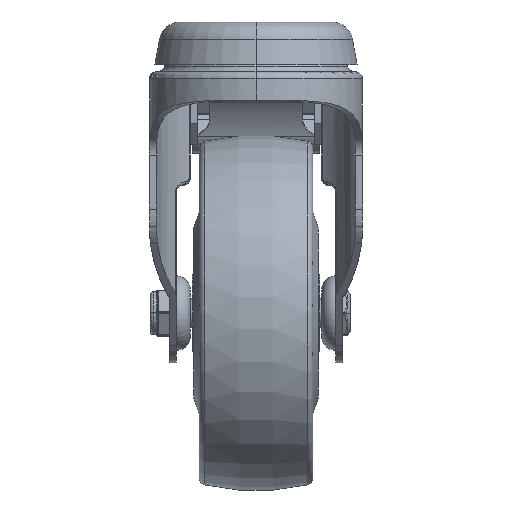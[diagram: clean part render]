
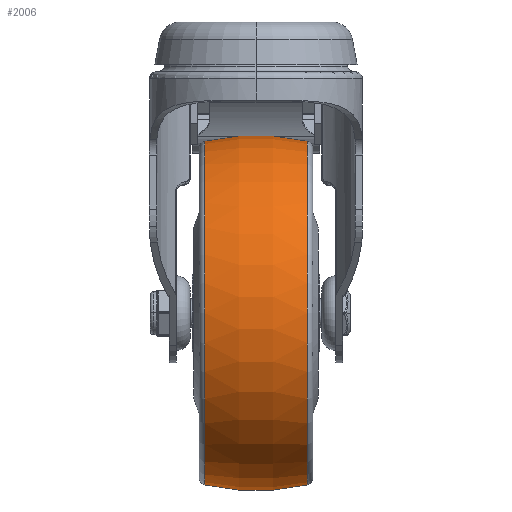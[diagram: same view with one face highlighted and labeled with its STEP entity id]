
A CAD part, left-side view. The second image highlights one B-rep face of the part: STEP entity #2006.
In plain terms, the highlighted toroidal (fillet/blend) face has major radius 15 mm and minor radius 65 mm.
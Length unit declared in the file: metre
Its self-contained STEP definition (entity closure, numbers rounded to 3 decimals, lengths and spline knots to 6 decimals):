
#2006=ADVANCED_FACE('',(#3354),#3355,.T.);
#3354=FACE_OUTER_BOUND('',#7106,.T.);
#3355=TOROIDAL_SURFACE('',#7107,-0.015,0.065);
#7106=EDGE_LOOP('',(#15197,#15198,#15199,#15200));
#7107=AXIS2_PLACEMENT_3D('',#15201,#15202,#15203);
#15197=ORIENTED_EDGE('',*,*,#19752,.T.);
#15198=ORIENTED_EDGE('',*,*,#19761,.F.);
#15199=ORIENTED_EDGE('',*,*,#19754,.T.);
#15200=ORIENTED_EDGE('',*,*,#19760,.T.);
#15201=CARTESIAN_POINT('',(0.0,0.,0.0));
#15202=DIRECTION('',(0.0,1.0,0.0));
#15203=DIRECTION('',(0.0,0.0,1.0));
#19752=EDGE_CURVE('',#22499,#22491,#22500,.T.);
#19754=EDGE_CURVE('',#22494,#22501,#22503,.T.);
#19760=EDGE_CURVE('',#22501,#22499,#22511,.T.);
#19761=EDGE_CURVE('',#22494,#22491,#22512,.T.);
#22491=VERTEX_POINT('',#27933);
#22494=VERTEX_POINT('',#27936);
#22499=VERTEX_POINT('',#27941);
#22500=CIRCLE('',#27942,0.065);
#22501=VERTEX_POINT('',#27943);
#22503=CIRCLE('',#27945,0.065);
#22511=CIRCLE('',#27953,0.048375);
#22512=CIRCLE('',#27954,0.048375);
#27933=CARTESIAN_POINT('',(0.0,0.014444,0.048375));
#27936=CARTESIAN_POINT('',(0.,0.014444,-0.048375));
#27941=CARTESIAN_POINT('',(0.0,-0.014444,0.048375));
#27942=AXIS2_PLACEMENT_3D('',#34245,#34246,#34247);
#27943=CARTESIAN_POINT('',(0.,-0.014444,-0.048375));
#27945=AXIS2_PLACEMENT_3D('',#34251,#34252,#34253);
#27953=AXIS2_PLACEMENT_3D('',#34269,#34270,#34271);
#27954=AXIS2_PLACEMENT_3D('',#34272,#34273,#34274);
#34245=CARTESIAN_POINT('',(0.,0.,-0.015));
#34246=DIRECTION('',(-1.0,0.0,0.));
#34247=DIRECTION('',(0.,-0.0,1.0));
#34251=CARTESIAN_POINT('',(0.,0.,0.015));
#34252=DIRECTION('',(-1.0,0.0,0.));
#34253=DIRECTION('',(0.,0.0,-1.0));
#34269=CARTESIAN_POINT('',(0.0,-0.014444,0.0));
#34270=DIRECTION('',(0.0,1.0,0.0));
#34271=DIRECTION('',(0.0,0.0,1.0));
#34272=CARTESIAN_POINT('',(0.0,0.014444,0.0));
#34273=DIRECTION('',(0.0,1.0,0.0));
#34274=DIRECTION('',(0.0,0.0,1.0));
